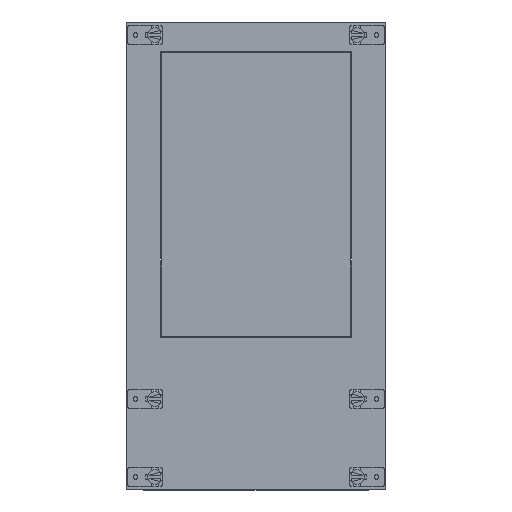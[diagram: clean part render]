
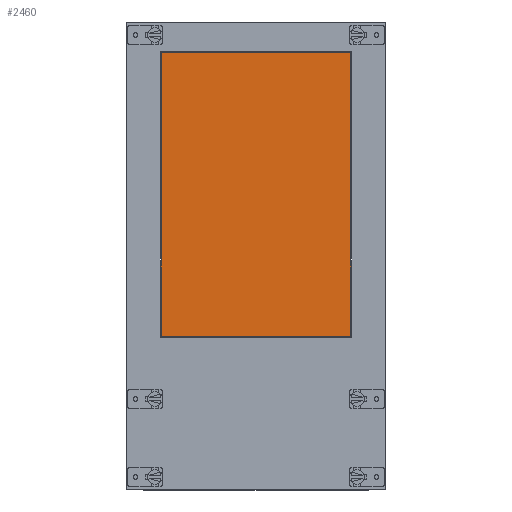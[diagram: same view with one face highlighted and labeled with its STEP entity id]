
A CAD part, top view. The second image highlights one B-rep face of the part: STEP entity #2460.
In plain terms, the highlighted planar face has unit normal (0, 0, 1).
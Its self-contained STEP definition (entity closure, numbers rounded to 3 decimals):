
#2345=DIRECTION('',(0.,-1.,0.));
#2346=VECTOR('',#2345,272.8);
#2347=CARTESIAN_POINT('',(-91.,177.1,1.));
#2348=LINE('',#2347,#2346);
#2352=DIRECTION('',(-1.,0.,0.));
#2353=VECTOR('',#2352,182.);
#2354=CARTESIAN_POINT('',(91.,177.1,1.));
#2355=LINE('',#2354,#2353);
#2359=DIRECTION('',(0.,1.,0.));
#2360=VECTOR('',#2359,272.8);
#2361=CARTESIAN_POINT('',(91.,-95.7,1.));
#2362=LINE('',#2361,#2360);
#2366=DIRECTION('',(1.,0.,0.));
#2367=VECTOR('',#2366,182.);
#2368=CARTESIAN_POINT('',(-91.,-95.7,1.));
#2369=LINE('',#2368,#2367);
#2429=CARTESIAN_POINT('',(-91.,177.1,1.));
#2430=CARTESIAN_POINT('',(-91.,-95.7,1.));
#2431=VERTEX_POINT('',#2429);
#2432=VERTEX_POINT('',#2430);
#2433=CARTESIAN_POINT('',(91.,-95.7,1.));
#2434=VERTEX_POINT('',#2433);
#2435=CARTESIAN_POINT('',(91.,177.1,1.));
#2436=VERTEX_POINT('',#2435);
#2445=CARTESIAN_POINT('',(0.,0.,1.));
#2446=DIRECTION('',(0.,0.,1.));
#2447=DIRECTION('',(1.,0.,0.));
#2448=AXIS2_PLACEMENT_3D('',#2445,#2446,#2447);
#2449=PLANE('',#2448);
#2451=ORIENTED_EDGE('',*,*,#2450,.F.);
#2453=ORIENTED_EDGE('',*,*,#2452,.F.);
#2455=ORIENTED_EDGE('',*,*,#2454,.F.);
#2457=ORIENTED_EDGE('',*,*,#2456,.F.);
#2458=EDGE_LOOP('',(#2451,#2453,#2455,#2457));
#2459=FACE_OUTER_BOUND('',#2458,.F.);
#2450=EDGE_CURVE('',#2431,#2432,#2348,.T.);
#2452=EDGE_CURVE('',#2436,#2431,#2355,.T.);
#2454=EDGE_CURVE('',#2434,#2436,#2362,.T.);
#2456=EDGE_CURVE('',#2432,#2434,#2369,.T.);
#2460=ADVANCED_FACE('',(#2459),#2449,.T.);
